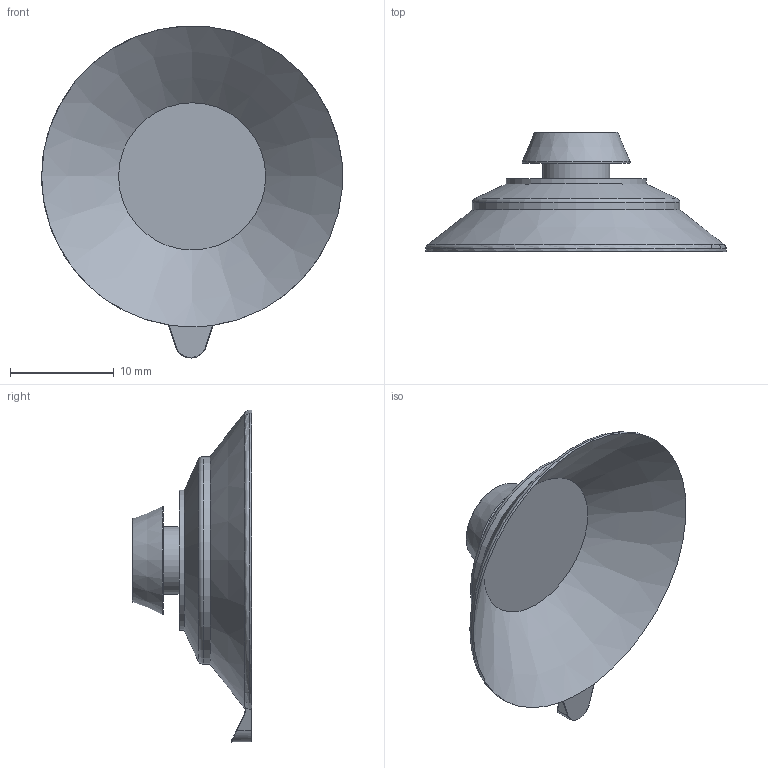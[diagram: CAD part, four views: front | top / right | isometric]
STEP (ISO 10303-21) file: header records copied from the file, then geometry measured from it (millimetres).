
FILE_DESCRIPTION(/* description */ (''),/* implementation_level */ '2;1');
FILE_NAME(/* name */ 'suction_cup_S-17647.step',/* time_stamp */ '2020-12-06T11:47:04-05:00',/* author */ (''),/* organization */ (''),/* preprocessor_version */ 'ST-DEVELOPER v18.1',/* originating_system */ 'Autodesk Translation Framework v9.3.0.1241',/* authorisation */ '');
FILE_SCHEMA (('AUTOMOTIVE_DESIGN { 1 0 10303 214 3 1 1 }'));
Length unit declared in the file: millimetre
Products named in the file (1): small_suction_cup
Bounding box: 28.97 x 11.5 x 31.98 mm (x, y, z)
Volume: 698.4 mm3; surface area: 1917.3 mm2
Topology: 1 solids, 1 shells, 28 faces, 64 edges, 40 vertices
Faces by surface type: plane 9, cylinder 9, torus 5, cone 4, bspline 1
Full cylindrical faces by diameter (mm): 6.5 x1, 13.5 x1, 20 x1
Entity records: 899 total; most frequent: CARTESIAN_POINT 216, DIRECTION 150, ORIENTED_EDGE 128, EDGE_CURVE 64, AXIS2_PLACEMENT_3D 64, VERTEX_POINT 40, CIRCLE 32, EDGE_LOOP 30
